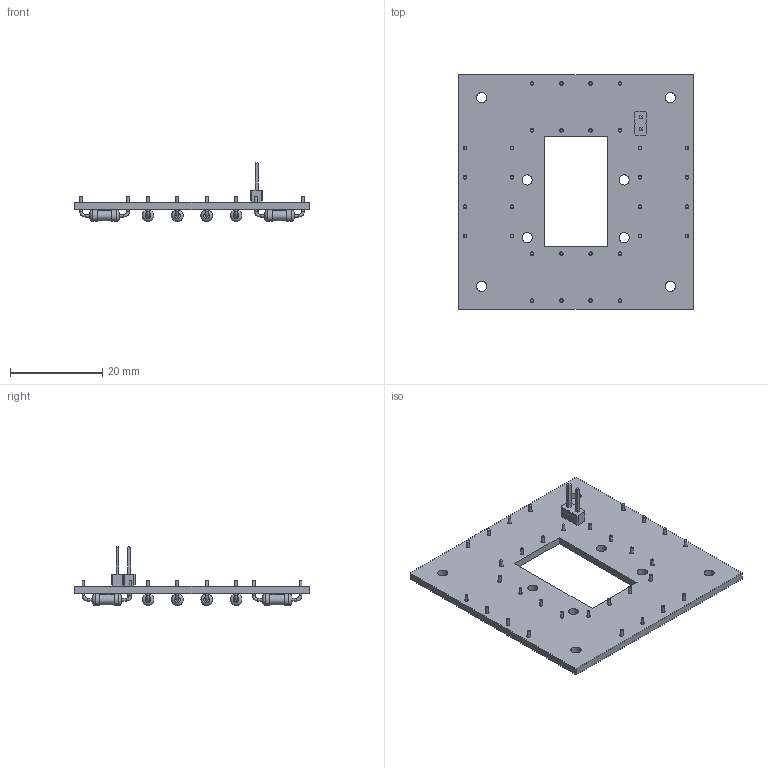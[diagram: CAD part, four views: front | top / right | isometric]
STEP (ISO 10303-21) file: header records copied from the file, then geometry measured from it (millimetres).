
FILE_DESCRIPTION(('KiCad electronic assembly'),'2;1');
FILE_NAME('KiCAD PCB.step','2020-12-08T18:22:47',('An Author'),( 'A Company'),'Open CASCADE STEP processor 6.9', 'KiCad to STEP converter','Unknown');
FILE_SCHEMA(('AUTOMOTIVE_DESIGN { 1 0 10303 214 1 1 1 1 }'));
Length unit declared in the file: millimetre
Products named in the file (6): Open CASCADE STEP translator 6.9 1; R_Axial_DIN0207_L6.3mm_D2.5mm_P10.16mm_Horizontal; SOLID; PinHeader_1x02_P2.54mm_Vertical; COMPOUND
Assembly tree (20 placements, depth 3):
  Open CASCADE STEP translator 6.9 1
    R_Axial_DIN0207_L6.3mm_D2.5mm_P10.16mm_Horizontal  x16
      SOLID
    PinHeader_1x02_P2.54mm_Vertical
      SOLID
    COMPOUND
Bounding box: 50.8 x 50.8 x 12.74 mm (x, y, z)
Volume: 4050.7 mm3; surface area: 6408.7 mm2
Topology: 18 solids, 18 shells, 376 faces, 704 edges, 432 vertices
Faces by surface type: plane 158, cylinder 154, torus 64
Full cylindrical faces by diameter (mm): 0.6 x64, 0.8 x32, 1 x2, 2.2 x8, 2.25 x16, 2.5 x32
Entity records: 8476 total; most frequent: CARTESIAN_POINT 1375, DIRECTION 1273, LINE 695, VECTOR 695, ORIENTED_EDGE 598, PCURVE 598, DEFINITIONAL_REPRESENTATION 598, EDGE_CURVE 299
